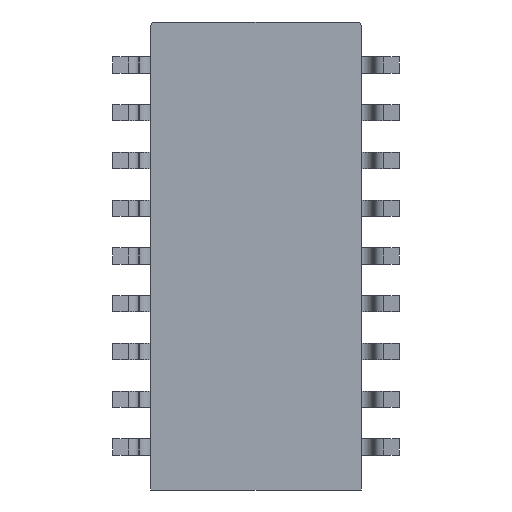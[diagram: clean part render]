
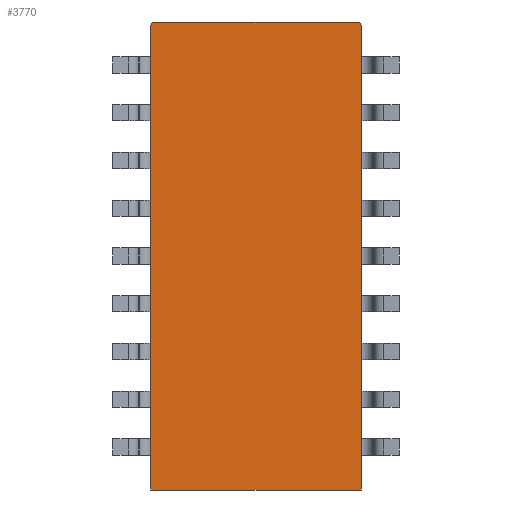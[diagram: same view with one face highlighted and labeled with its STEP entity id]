
A CAD part, front view. The second image highlights one B-rep face of the part: STEP entity #3770.
In plain terms, the highlighted planar face has unit normal (0, -1, 0).
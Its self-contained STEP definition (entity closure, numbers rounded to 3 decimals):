
#1=DIRECTION('',(1.,0.,0.));
#2=VECTOR('',#1,5.59);
#3=CARTESIAN_POINT('',(-2.795,0.,-5.59));
#4=LINE('',#3,#2);
#5=DIRECTION('',(0.,0.,1.));
#6=VECTOR('',#5,12.35);
#7=CARTESIAN_POINT('',(-2.795,0.,-5.59));
#8=LINE('',#7,#6);
#9=CARTESIAN_POINT('',(-2.695,0.,6.76));
#10=DIRECTION('',(0.,-1.,0.));
#11=DIRECTION('',(0.,0.,1.));
#12=AXIS2_PLACEMENT_3D('',#9,#10,#11);
#14=DIRECTION('',(1.,0.,0.));
#15=VECTOR('',#14,5.39);
#16=CARTESIAN_POINT('',(-2.695,0.,6.86));
#17=LINE('',#16,#15);
#18=CARTESIAN_POINT('',(2.695,0.,6.76));
#19=DIRECTION('',(0.,-1.,0.));
#20=DIRECTION('',(1.,0.,0.));
#21=AXIS2_PLACEMENT_3D('',#18,#19,#20);
#23=DIRECTION('',(0.,0.,-1.));
#24=VECTOR('',#23,12.35);
#25=CARTESIAN_POINT('',(2.795,0.,6.76));
#26=LINE('',#25,#24);
#3719=CARTESIAN_POINT('',(2.795,0.,6.76));
#3720=CARTESIAN_POINT('',(2.695,0.,6.86));
#3721=VERTEX_POINT('',#3719);
#3722=VERTEX_POINT('',#3720);
#3733=CARTESIAN_POINT('',(-2.695,0.,6.86));
#3734=CARTESIAN_POINT('',(-2.795,0.,6.76));
#3735=VERTEX_POINT('',#3733);
#3736=VERTEX_POINT('',#3734);
#3739=CARTESIAN_POINT('',(-2.795,0.,-5.59));
#3740=CARTESIAN_POINT('',(2.795,0.,-5.59));
#3741=VERTEX_POINT('',#3739);
#3742=VERTEX_POINT('',#3740);
#3751=CARTESIAN_POINT('',(0.,0.,0.));
#3752=DIRECTION('',(0.,1.,0.));
#3753=DIRECTION('',(1.,0.,0.));
#3754=AXIS2_PLACEMENT_3D('',#3751,#3752,#3753);
#3755=PLANE('',#3754);
#3757=ORIENTED_EDGE('',*,*,#3756,.F.);
#3759=ORIENTED_EDGE('',*,*,#3758,.T.);
#3761=ORIENTED_EDGE('',*,*,#3760,.F.);
#3763=ORIENTED_EDGE('',*,*,#3762,.T.);
#3765=ORIENTED_EDGE('',*,*,#3764,.F.);
#3767=ORIENTED_EDGE('',*,*,#3766,.T.);
#3768=EDGE_LOOP('',(#3757,#3759,#3761,#3763,#3765,#3767));
#3769=FACE_OUTER_BOUND('',#3768,.F.);
#13=CIRCLE('',#12,0.1);
#22=CIRCLE('',#21,0.1);
#3756=EDGE_CURVE('',#3741,#3742,#4,.T.);
#3758=EDGE_CURVE('',#3741,#3736,#8,.T.);
#3760=EDGE_CURVE('',#3735,#3736,#13,.T.);
#3762=EDGE_CURVE('',#3735,#3722,#17,.T.);
#3764=EDGE_CURVE('',#3721,#3722,#22,.T.);
#3766=EDGE_CURVE('',#3721,#3742,#26,.T.);
#3770=ADVANCED_FACE('',(#3769),#3755,.F.);
